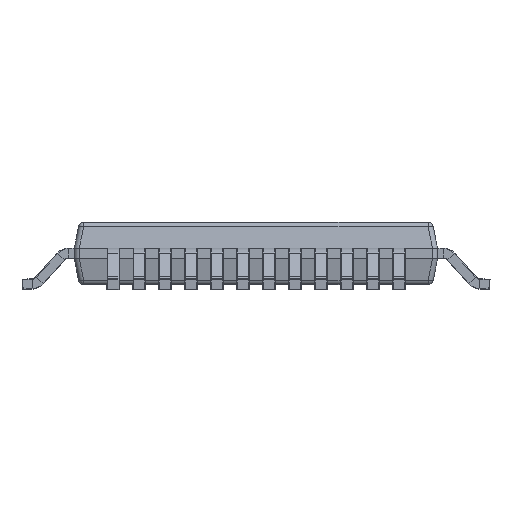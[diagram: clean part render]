
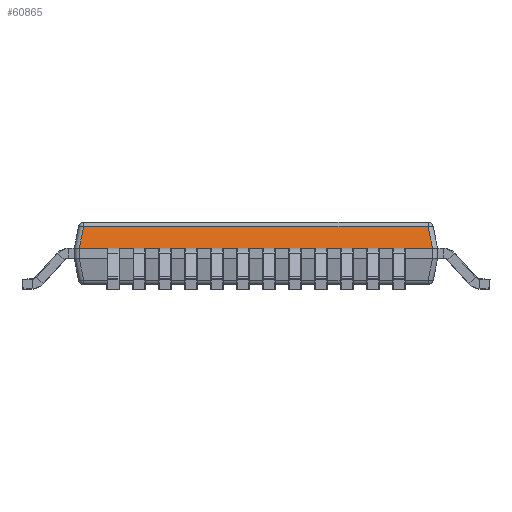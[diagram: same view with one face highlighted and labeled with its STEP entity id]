
A CAD part, left-side view. The second image highlights one B-rep face of the part: STEP entity #60865.
In plain terms, the highlighted planar face has unit normal (-0.981, 0, 0.196).
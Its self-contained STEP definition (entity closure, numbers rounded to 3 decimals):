
#117 = CARTESIAN_POINT ( 'NONE',  ( -3.416, 0., 1.22 ) ) ;
#4648 = CARTESIAN_POINT ( 'NONE',  ( -3.5, -3.402, 0.8 ) ) ;
#11007 = VECTOR ( 'NONE', #29526, 1000. ) ;
#12114 = EDGE_CURVE ( 'NONE', #48837, #79093, #47204, .T. ) ;
#13332 = CARTESIAN_POINT ( 'NONE',  ( -3.5, -3.402, 0.8 ) ) ;
#13722 = EDGE_CURVE ( 'NONE', #112011, #48837, #80883, .T. ) ;
#15529 = CARTESIAN_POINT ( 'NONE',  ( -3.5, -3.4, 0.8 ) ) ;
#19039 = CARTESIAN_POINT ( 'NONE',  ( -3.5, 3.4, 0.8 ) ) ;
#19839 = CARTESIAN_POINT ( 'NONE',  ( -3.416, 3.318, 1.22 ) ) ;
#20661 = VERTEX_POINT ( 'NONE', #53348 ) ;
#23465 =( BOUNDED_CURVE ( )  B_SPLINE_CURVE ( 3, ( #15529, #107521, #106339, #4648 ),
 .UNSPECIFIED., .F., .T. ) 
 B_SPLINE_CURVE_WITH_KNOTS ( ( 4, 4 ),
 ( 0., 0.019 ),
 .UNSPECIFIED. ) 
 CURVE ( )  GEOMETRIC_REPRESENTATION_ITEM ( )  RATIONAL_B_SPLINE_CURVE ( ( 1., 1., 1., 1. ) ) 
 REPRESENTATION_ITEM ( '' )  );
#24074 = ORIENTED_EDGE ( 'NONE', *, *, #58680, .T. ) ;
#26670 = ORIENTED_EDGE ( 'NONE', *, *, #50247, .T. ) ;
#26950 = EDGE_LOOP ( 'NONE', ( #54291, #24074, #89059, #26670, #89219, #29219 ) ) ;
#28227 = CARTESIAN_POINT ( 'NONE',  ( -3.5, 3.401, 0.8 ) ) ;
#29219 = ORIENTED_EDGE ( 'NONE', *, *, #12114, .T. ) ;
#29526 = DIRECTION ( 'NONE',  ( 0., 1., 0. ) ) ;
#34921 = DIRECTION ( 'NONE',  ( 0.192, 0.192, 0.962 ) ) ;
#37364 = DIRECTION ( 'NONE',  ( 0., 1., 0. ) ) ;
#38081 = CARTESIAN_POINT ( 'NONE',  ( -3.4, 0., 1.3 ) ) ;
#40220 = CARTESIAN_POINT ( 'NONE',  ( -3.278, 3.18, 1.911 ) ) ;
#45905 = CARTESIAN_POINT ( 'NONE',  ( -3.5, 3.4, 0.8 ) ) ;
#46156 = VECTOR ( 'NONE', #34921, 1000. ) ;
#46631 = CARTESIAN_POINT ( 'NONE',  ( -3.5, 3.402, 0.8 ) ) ;
#47204 = LINE ( 'NONE', #117, #80371 ) ;
#48837 = VERTEX_POINT ( 'NONE', #54562 ) ;
#49157 = CARTESIAN_POINT ( 'NONE',  ( -3.5, 3.5, 0.8 ) ) ;
#50247 = EDGE_CURVE ( 'NONE', #106651, #112011, #23465, .T. ) ;
#51755 = AXIS2_PLACEMENT_3D ( 'NONE', #38081, #83440, #93338 ) ;
#51789 = EDGE_CURVE ( 'NONE', #106651, #115836, #59524, .T. ) ;
#52254 = CARTESIAN_POINT ( 'NONE',  ( -3.5, -3.4, 0.8 ) ) ;
#53316 = CARTESIAN_POINT ( 'NONE',  ( -3.278, -3.18, 1.911 ) ) ;
#53348 = CARTESIAN_POINT ( 'NONE',  ( -3.5, 3.402, 0.8 ) ) ;
#54291 = ORIENTED_EDGE ( 'NONE', *, *, #109108, .T. ) ;
#54562 = CARTESIAN_POINT ( 'NONE',  ( -3.416, -3.318, 1.22 ) ) ;
#58039 = LINE ( 'NONE', #40220, #97088 ) ;
#58680 = EDGE_CURVE ( 'NONE', #20661, #115836, #90787, .T. ) ;
#59524 = LINE ( 'NONE', #49157, #11007 ) ;
#60865 = ADVANCED_FACE ( 'NONE', ( #113520 ), #92729, .T. ) ;
#77555 = DIRECTION ( 'NONE',  ( -0.192, 0.192, -0.962 ) ) ;
#79093 = VERTEX_POINT ( 'NONE', #19839 ) ;
#80371 = VECTOR ( 'NONE', #37364, 1000. ) ;
#80883 = LINE ( 'NONE', #53316, #46156 ) ;
#83440 = DIRECTION ( 'NONE',  ( -0.981, 0., 0.196 ) ) ;
#84002 = CARTESIAN_POINT ( 'NONE',  ( -3.5, 3.401, 0.8 ) ) ;
#89059 = ORIENTED_EDGE ( 'NONE', *, *, #51789, .F. ) ;
#89219 = ORIENTED_EDGE ( 'NONE', *, *, #13722, .T. ) ;
#90787 =( BOUNDED_CURVE ( )  B_SPLINE_CURVE ( 3, ( #46631, #84002, #28227, #19039 ),
 .UNSPECIFIED., .F., .F. ) 
 B_SPLINE_CURVE_WITH_KNOTS ( ( 4, 4 ),
 ( 6.264, 6.283 ),
 .UNSPECIFIED. ) 
 CURVE ( )  GEOMETRIC_REPRESENTATION_ITEM ( )  RATIONAL_B_SPLINE_CURVE ( ( 1., 1., 1., 1. ) ) 
 REPRESENTATION_ITEM ( '' )  );
#92729 = PLANE ( 'NONE',  #51755 ) ;
#93338 = DIRECTION ( 'NONE',  ( 0., 1., 0. ) ) ;
#97088 = VECTOR ( 'NONE', #77555, 1000. ) ;
#106339 = CARTESIAN_POINT ( 'NONE',  ( -3.5, -3.401, 0.8 ) ) ;
#106651 = VERTEX_POINT ( 'NONE', #52254 ) ;
#107521 = CARTESIAN_POINT ( 'NONE',  ( -3.5, -3.401, 0.8 ) ) ;
#109108 = EDGE_CURVE ( 'NONE', #79093, #20661, #58039, .T. ) ;
#112011 = VERTEX_POINT ( 'NONE', #13332 ) ;
#113520 = FACE_OUTER_BOUND ( 'NONE', #26950, .T. ) ;
#115836 = VERTEX_POINT ( 'NONE', #45905 ) ;
